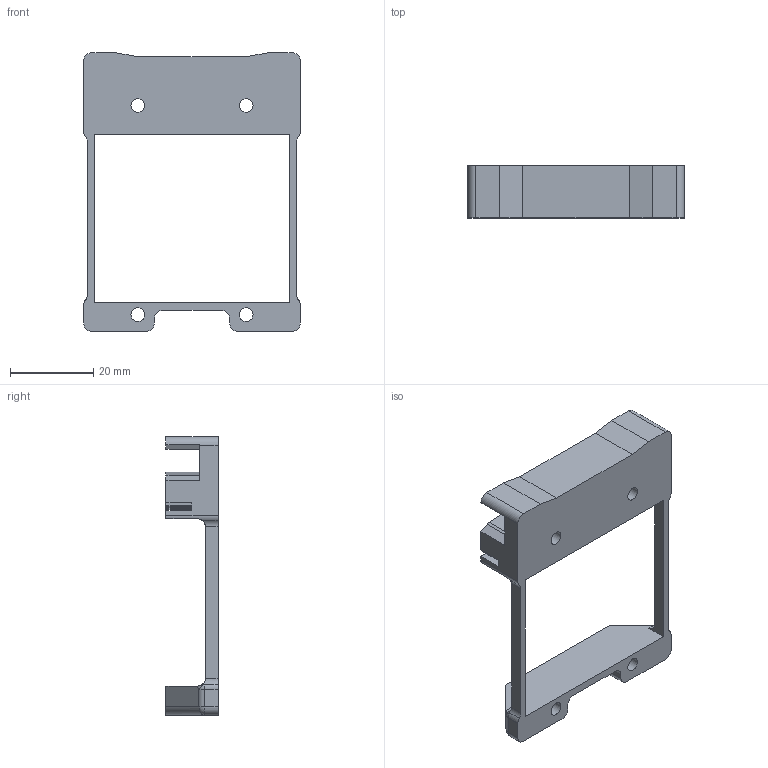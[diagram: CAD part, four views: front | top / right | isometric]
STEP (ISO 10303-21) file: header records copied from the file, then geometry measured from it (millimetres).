
FILE_DESCRIPTION(/* description */ (''),/* implementation_level */ '2;1');
FILE_NAME(/* name */ 'x-belt-holder.step',/* time_stamp */ '2023-01-14T10:32:24+07:00',/* author */ (''),/* organization */ (''),/* preprocessor_version */ 'ST-DEVELOPER v19.2',/* originating_system */ 'Autodesk Translation Framework v11.17.0.187',/* authorisation */ '');
FILE_SCHEMA (('AUTOMOTIVE_DESIGN { 1 0 10303 214 3 1 1 }'));
Length unit declared in the file: millimetre
Products named in the file (1): X-Belt Holder
Bounding box: 52 x 12.5 x 66.78 mm (x, y, z)
Volume: 12006.8 mm3; surface area: 8283.1 mm2
Topology: 1 solids, 1 shells, 171 faces, 498 edges, 328 vertices
Faces by surface type: plane 133, cylinder 32, sphere 4, bspline 2
Full cylindrical faces by diameter (mm): 3.3 x4
Entity records: 5724 total; most frequent: CARTESIAN_POINT 1116, ORIENTED_EDGE 996, DIRECTION 888, EDGE_CURVE 498, LINE 420, VECTOR 420, VERTEX_POINT 328, AXIS2_PLACEMENT_3D 234
